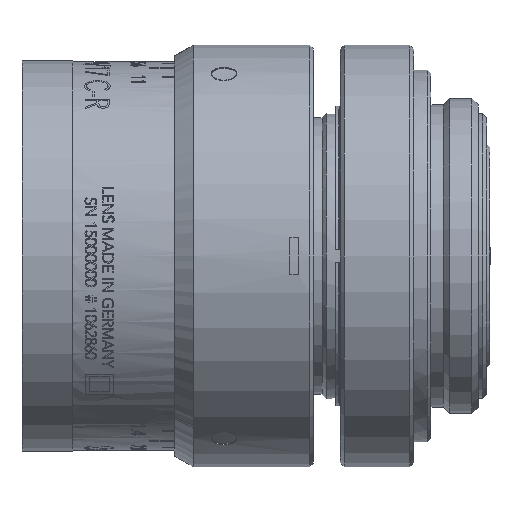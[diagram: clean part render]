
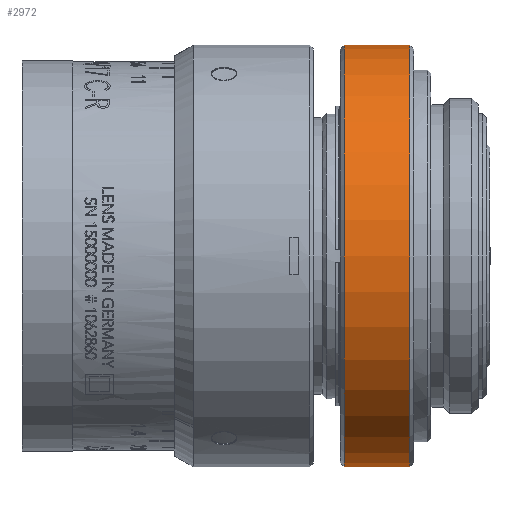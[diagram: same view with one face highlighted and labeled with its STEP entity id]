
A CAD part, front view. The second image highlights one B-rep face of the part: STEP entity #2972.
In plain terms, the highlighted cylindrical face has radius 17 mm (diameter 34 mm), a partial arc.
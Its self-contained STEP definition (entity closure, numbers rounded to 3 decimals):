
#587=B_SPLINE_CURVE_WITH_KNOTS('',3,(#17366,#17367,#17368,#17369,#17370,
#17371,#17372,#17373,#17374,#17375),.UNSPECIFIED.,.F.,.F.,(4,2,2,2,4),(0.,
0.25,0.5,0.75,1.),.UNSPECIFIED.);
#665=B_SPLINE_CURVE_WITH_KNOTS('',3,(#19161,#19162,#19163,#19164,#19165,
#19166,#19167,#19168,#19169,#19170),.UNSPECIFIED.,.F.,.F.,(4,2,2,2,4),(0.,
0.25,0.5,0.75,1.),.UNSPECIFIED.);
#1932=LINE('',#17345,#2395);
#1976=LINE('',#17589,#2439);
#1984=LINE('',#17634,#2447);
#2192=LINE('',#19178,#2655);
#2395=VECTOR('',#14517,1.);
#2439=VECTOR('',#14649,1.);
#2447=VECTOR('',#14661,1.);
#2655=VECTOR('',#15297,1.);
#2972=ADVANCED_FACE('',(#3842,#3843,#3844),#3568,.T.);
#3568=CYLINDRICAL_SURFACE('',#13552,17.);
#3842=FACE_BOUND('',#4552,.T.);
#3843=FACE_BOUND('',#4553,.T.);
#3844=FACE_BOUND('',#4554,.T.);
#4552=EDGE_LOOP('',(#6167,#6168,#6169,#6170));
#4553=EDGE_LOOP('',(#6171,#6172,#6173,#6174));
#4554=EDGE_LOOP('',(#6175,#6176,#6177,#6178));
#6167=ORIENTED_EDGE('',*,*,#11331,.T.);
#6168=ORIENTED_EDGE('',*,*,#11329,.T.);
#6169=ORIENTED_EDGE('',*,*,#11327,.T.);
#6170=ORIENTED_EDGE('',*,*,#11324,.T.);
#6171=ORIENTED_EDGE('',*,*,#11321,.T.);
#6172=ORIENTED_EDGE('',*,*,#10848,.T.);
#6173=ORIENTED_EDGE('',*,*,#11320,.T.);
#6174=ORIENTED_EDGE('',*,*,#10856,.T.);
#6175=ORIENTED_EDGE('',*,*,#11342,.T.);
#6176=ORIENTED_EDGE('',*,*,#10953,.T.);
#6177=ORIENTED_EDGE('',*,*,#11343,.F.);
#6178=ORIENTED_EDGE('',*,*,#10940,.F.);
#9262=VERTEX_POINT('',#17344);
#9263=VERTEX_POINT('',#17346);
#9268=VERTEX_POINT('',#17365);
#9269=VERTEX_POINT('',#17376);
#9348=VERTEX_POINT('',#17588);
#9349=VERTEX_POINT('',#17590);
#9361=VERTEX_POINT('',#17633);
#9362=VERTEX_POINT('',#17635);
#9617=VERTEX_POINT('',#19152);
#9618=VERTEX_POINT('',#19154);
#9620=VERTEX_POINT('',#19159);
#9621=VERTEX_POINT('',#19173);
#10848=EDGE_CURVE('',#9263,#9262,#1932,.T.);
#10856=EDGE_CURVE('',#9269,#9268,#587,.T.);
#10940=EDGE_CURVE('',#9348,#9349,#1976,.T.);
#10953=EDGE_CURVE('',#9362,#9361,#1984,.T.);
#11320=EDGE_CURVE('',#9262,#9269,#12881,.T.);
#11321=EDGE_CURVE('',#9268,#9263,#12882,.T.);
#11324=EDGE_CURVE('',#9617,#9618,#12883,.T.);
#11327=EDGE_CURVE('',#9620,#9617,#665,.T.);
#11329=EDGE_CURVE('',#9621,#9620,#12885,.T.);
#11331=EDGE_CURVE('',#9618,#9621,#2192,.T.);
#11342=EDGE_CURVE('',#9348,#9362,#12897,.T.);
#11343=EDGE_CURVE('',#9349,#9361,#12898,.T.);
#12881=CIRCLE('',#13527,17.);
#12882=CIRCLE('',#13529,17.);
#12883=CIRCLE('',#13531,17.);
#12885=CIRCLE('',#13535,17.);
#12897=CIRCLE('',#13550,17.);
#12898=CIRCLE('',#13551,17.);
#13527=AXIS2_PLACEMENT_3D('',#19146,#15271,#15272);
#13529=AXIS2_PLACEMENT_3D('',#19148,#15275,#15276);
#13531=AXIS2_PLACEMENT_3D('',#19155,#15281,#15282);
#13535=AXIS2_PLACEMENT_3D('',#19174,#15291,#15292);
#13550=AXIS2_PLACEMENT_3D('',#19191,#15322,#15323);
#13551=AXIS2_PLACEMENT_3D('',#19192,#15324,#15325);
#13552=AXIS2_PLACEMENT_3D('',#19193,#15326,#15327);
#14517=DIRECTION('',(1.,0.,0.));
#14649=DIRECTION('',(1.,0.,0.));
#14661=DIRECTION('',(1.,0.,0.));
#15271=DIRECTION('',(1.,0.,0.));
#15272=DIRECTION('',(0.,-1.,0.));
#15275=DIRECTION('',(-1.,0.,0.));
#15276=DIRECTION('',(0.,1.,0.));
#15281=DIRECTION('',(1.,0.,0.));
#15282=DIRECTION('',(0.,-1.,0.));
#15291=DIRECTION('',(-1.,0.,0.));
#15292=DIRECTION('',(0.,1.,0.));
#15297=DIRECTION('',(-1.,0.,0.));
#15322=DIRECTION('',(1.,0.,0.));
#15323=DIRECTION('',(0.,0.,-1.));
#15324=DIRECTION('',(1.,0.,0.));
#15325=DIRECTION('',(0.,0.,-1.));
#15326=DIRECTION('',(1.,0.,0.));
#15327=DIRECTION('',(0.,0.,-1.));
#17344=CARTESIAN_POINT('',(-19.37,16.217,5.1));
#17345=CARTESIAN_POINT('',(-18.92,16.217,5.1));
#17346=CARTESIAN_POINT('',(-24.37,16.217,5.1));
#17365=CARTESIAN_POINT('',(-24.37,13.5,10.332));
#17366=CARTESIAN_POINT('',(-19.37,13.5,10.332));
#17367=CARTESIAN_POINT('',(-19.37,13.003,10.981));
#17368=CARTESIAN_POINT('',(-19.51,12.453,11.594));
#17369=CARTESIAN_POINT('',(-20.309,11.444,12.591));
#17370=CARTESIAN_POINT('',(-21.047,11.002,12.959));
#17371=CARTESIAN_POINT('',(-22.678,10.998,12.964));
#17372=CARTESIAN_POINT('',(-23.419,11.432,12.602));
#17373=CARTESIAN_POINT('',(-24.231,12.451,11.597));
#17374=CARTESIAN_POINT('',(-24.37,13.002,10.983));
#17375=CARTESIAN_POINT('',(-24.37,13.5,10.332));
#17376=CARTESIAN_POINT('',(-19.37,13.5,10.332));
#17588=CARTESIAN_POINT('',(-24.52,16.983,0.75));
#17589=CARTESIAN_POINT('',(-18.92,16.983,0.75));
#17590=CARTESIAN_POINT('',(-19.22,16.983,0.75));
#17633=CARTESIAN_POINT('',(-19.22,16.983,-0.75));
#17634=CARTESIAN_POINT('',(-18.92,16.983,-0.75));
#17635=CARTESIAN_POINT('',(-24.52,16.983,-0.75));
#19146=CARTESIAN_POINT('',(-19.37,0.,0.));
#19148=CARTESIAN_POINT('',(-24.37,0.,0.));
#19152=CARTESIAN_POINT('',(-20.12,13.5,-10.332));
#19154=CARTESIAN_POINT('',(-20.12,15.708,-6.5));
#19155=CARTESIAN_POINT('',(-20.12,0.,0.));
#19159=CARTESIAN_POINT('',(-23.62,13.5,-10.332));
#19161=CARTESIAN_POINT('',(-23.62,13.5,-10.332));
#19162=CARTESIAN_POINT('',(-23.62,13.146,-10.795));
#19163=CARTESIAN_POINT('',(-23.519,12.766,-11.238));
#19164=CARTESIAN_POINT('',(-22.969,12.067,-11.985));
#19165=CARTESIAN_POINT('',(-22.457,11.752,-12.284));
#19166=CARTESIAN_POINT('',(-21.294,11.748,-12.287));
#19167=CARTESIAN_POINT('',(-20.778,12.061,-11.992));
#19168=CARTESIAN_POINT('',(-20.221,12.762,-11.242));
#19169=CARTESIAN_POINT('',(-20.12,13.145,-10.796));
#19170=CARTESIAN_POINT('',(-20.12,13.5,-10.332));
#19173=CARTESIAN_POINT('',(-23.62,15.708,-6.5));
#19174=CARTESIAN_POINT('',(-23.62,0.,0.));
#19178=CARTESIAN_POINT('',(-18.92,15.708,-6.5));
#19191=CARTESIAN_POINT('',(-24.52,0.,0.));
#19192=CARTESIAN_POINT('',(-19.22,0.,0.));
#19193=CARTESIAN_POINT('',(-18.92,0.,0.));
